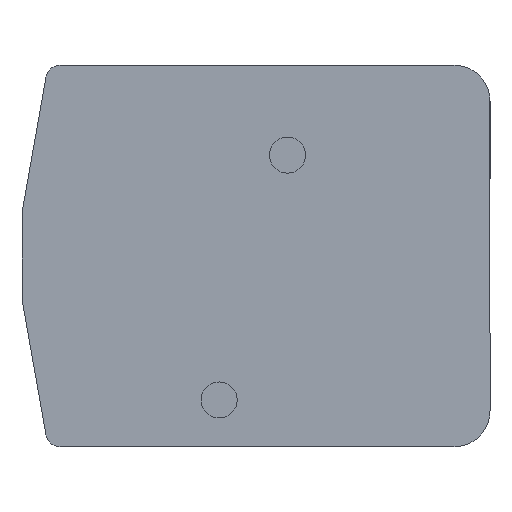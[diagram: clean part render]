
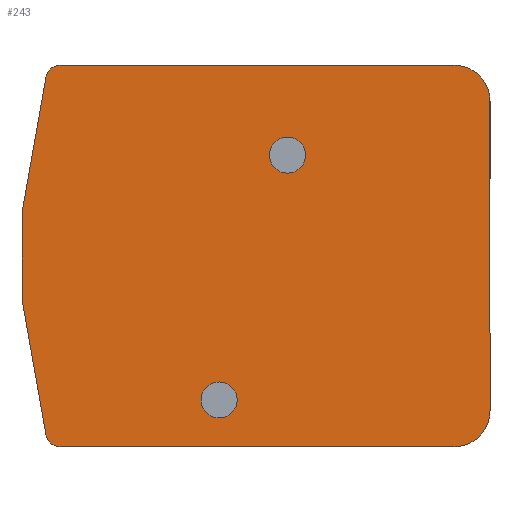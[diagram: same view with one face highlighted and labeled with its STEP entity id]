
A CAD part, top view. The second image highlights one B-rep face of the part: STEP entity #243.
In plain terms, the highlighted planar face has unit normal (0, 0, 1).
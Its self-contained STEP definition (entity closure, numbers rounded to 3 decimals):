
#47=LINE('',#1184,#93);
#52=LINE('',#1199,#98);
#55=LINE('',#1205,#101);
#58=LINE('',#1211,#104);
#64=LINE('',#1227,#110);
#65=LINE('',#1229,#111);
#93=VECTOR('',#932,1.);
#98=VECTOR('',#945,1.);
#101=VECTOR('',#950,1.);
#104=VECTOR('',#955,1.);
#110=VECTOR('',#969,1.);
#111=VECTOR('',#972,1.);
#206=PLANE('',#824);
#243=ADVANCED_FACE('',(#288,#289,#290),#206,.T.);
#288=FACE_BOUND('',#339,.T.);
#289=FACE_BOUND('',#340,.T.);
#290=FACE_BOUND('',#341,.T.);
#339=EDGE_LOOP('',(#474));
#340=EDGE_LOOP('',(#475));
#341=EDGE_LOOP('',(#476,#477,#478,#479,#480,#481,#482,#483,#484,#485));
#474=ORIENTED_EDGE('',*,*,#677,.F.);
#475=ORIENTED_EDGE('',*,*,#678,.F.);
#476=ORIENTED_EDGE('',*,*,#668,.T.);
#477=ORIENTED_EDGE('',*,*,#679,.T.);
#478=ORIENTED_EDGE('',*,*,#669,.T.);
#479=ORIENTED_EDGE('',*,*,#680,.T.);
#480=ORIENTED_EDGE('',*,*,#647,.T.);
#481=ORIENTED_EDGE('',*,*,#651,.T.);
#482=ORIENTED_EDGE('',*,*,#654,.T.);
#483=ORIENTED_EDGE('',*,*,#657,.T.);
#484=ORIENTED_EDGE('',*,*,#660,.T.);
#485=ORIENTED_EDGE('',*,*,#663,.T.);
#577=VERTEX_POINT('',#1185);
#578=VERTEX_POINT('',#1186);
#581=VERTEX_POINT('',#1194);
#583=VERTEX_POINT('',#1200);
#585=VERTEX_POINT('',#1206);
#587=VERTEX_POINT('',#1212);
#589=VERTEX_POINT('',#1218);
#592=VERTEX_POINT('',#1226);
#593=VERTEX_POINT('',#1230);
#594=VERTEX_POINT('',#1231);
#599=VERTEX_POINT('',#1246);
#600=VERTEX_POINT('',#1248);
#647=EDGE_CURVE('',#577,#578,#47,.T.);
#651=EDGE_CURVE('',#578,#581,#721,.T.);
#654=EDGE_CURVE('',#581,#583,#52,.T.);
#657=EDGE_CURVE('',#583,#585,#55,.T.);
#660=EDGE_CURVE('',#585,#587,#58,.T.);
#663=EDGE_CURVE('',#587,#589,#723,.T.);
#668=EDGE_CURVE('',#589,#592,#64,.T.);
#669=EDGE_CURVE('',#593,#594,#65,.T.);
#677=EDGE_CURVE('',#599,#599,#729,.T.);
#678=EDGE_CURVE('',#600,#600,#730,.T.);
#679=EDGE_CURVE('',#592,#593,#731,.T.);
#680=EDGE_CURVE('',#594,#577,#732,.T.);
#721=CIRCLE('',#804,4.);
#723=CIRCLE('',#810,4.);
#729=CIRCLE('',#820,3.);
#730=CIRCLE('',#821,3.);
#731=CIRCLE('',#822,10.);
#732=CIRCLE('',#823,10.);
#804=AXIS2_PLACEMENT_3D('',#1193,#938,#939);
#810=AXIS2_PLACEMENT_3D('',#1217,#960,#961);
#820=AXIS2_PLACEMENT_3D('',#1245,#988,#989);
#821=AXIS2_PLACEMENT_3D('',#1247,#990,#991);
#822=AXIS2_PLACEMENT_3D('',#1249,#992,#993);
#823=AXIS2_PLACEMENT_3D('',#1250,#994,#995);
#824=AXIS2_PLACEMENT_3D('',#1251,#996,#997);
#932=DIRECTION('',(-1.,0.,0.));
#938=DIRECTION('',(0.,0.,1.));
#939=DIRECTION('',(-1.,0.,0.));
#945=DIRECTION('',(-0.174,-0.985,0.));
#950=DIRECTION('',(0.,-1.,0.));
#955=DIRECTION('',(0.174,-0.985,0.));
#960=DIRECTION('',(0.,0.,1.));
#961=DIRECTION('',(-1.,0.,0.));
#969=DIRECTION('',(1.,0.,0.));
#972=DIRECTION('',(0.,1.,0.));
#988=DIRECTION('',(0.,0.,1.));
#989=DIRECTION('',(1.,0.,0.));
#990=DIRECTION('',(0.,0.,1.));
#991=DIRECTION('',(1.,0.,0.));
#992=DIRECTION('',(0.,0.,1.));
#993=DIRECTION('',(1.,0.,0.));
#994=DIRECTION('',(0.,0.,1.));
#995=DIRECTION('',(1.,0.,0.));
#996=DIRECTION('',(0.,0.,1.));
#997=DIRECTION('',(1.,0.,0.));
#1184=CARTESIAN_POINT('',(-9.,53.,0.));
#1185=CARTESIAN_POINT('',(-19.,53.,0.));
#1186=CARTESIAN_POINT('',(-128.414,53.,0.));
#1193=CARTESIAN_POINT('',(-128.414,49.,0.));
#1194=CARTESIAN_POINT('',(-132.353,49.695,0.));
#1199=CARTESIAN_POINT('',(-132.353,49.695,0.));
#1200=CARTESIAN_POINT('',(-139.,12.,0.));
#1205=CARTESIAN_POINT('',(-139.,0.,0.));
#1206=CARTESIAN_POINT('',(-139.,-12.,0.));
#1211=CARTESIAN_POINT('',(-139.,-12.,0.));
#1212=CARTESIAN_POINT('',(-132.353,-49.695,0.));
#1217=CARTESIAN_POINT('',(-128.414,-49.,0.));
#1218=CARTESIAN_POINT('',(-128.414,-53.,0.));
#1226=CARTESIAN_POINT('',(-19.,-53.,0.));
#1227=CARTESIAN_POINT('',(-128.414,-53.,0.));
#1229=CARTESIAN_POINT('',(-9.,0.,0.));
#1230=CARTESIAN_POINT('',(-9.,-43.,0.));
#1231=CARTESIAN_POINT('',(-9.,43.,0.));
#1245=CARTESIAN_POINT('',(-84.25,-40.,0.));
#1246=CARTESIAN_POINT('',(-81.25,-40.,0.));
#1247=CARTESIAN_POINT('',(-65.25,28.,0.));
#1248=CARTESIAN_POINT('',(-62.25,28.,0.));
#1249=CARTESIAN_POINT('',(-19.,-43.,0.));
#1250=CARTESIAN_POINT('',(-19.,43.,0.));
#1251=CARTESIAN_POINT('',(-128.414,49.,0.));
